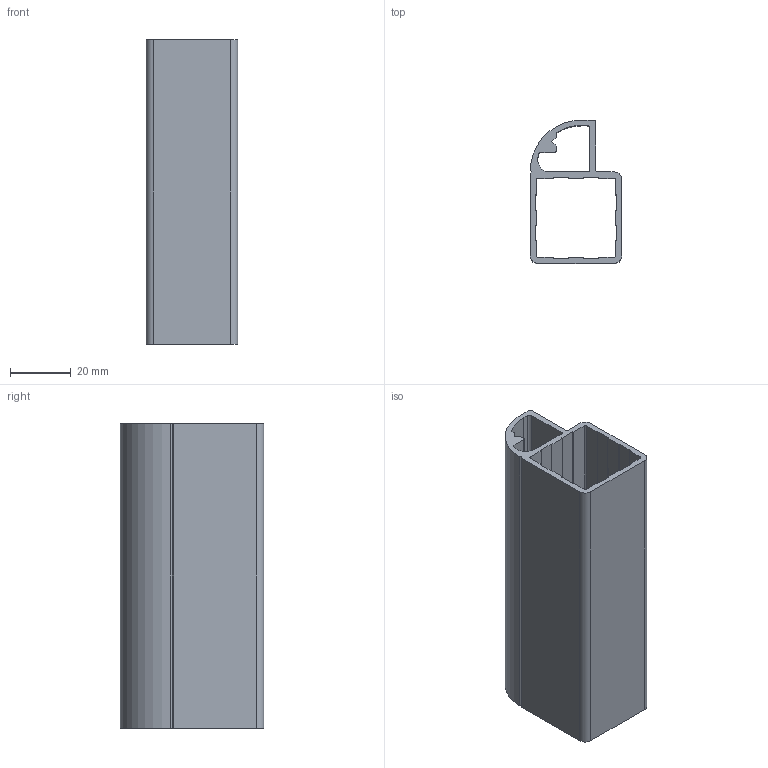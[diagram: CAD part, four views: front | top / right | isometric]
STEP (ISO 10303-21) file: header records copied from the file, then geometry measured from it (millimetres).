
FILE_DESCRIPTION(('STEP AP203'),'2;1');
FILE_NAME('XB25533.stp','2011-03-21T16:30:15',(''),(''),'2009.3.110','THINKDESIGN','');
FILE_SCHEMA(('CONFIG_CONTROL_DESIGN'));
Length unit declared in the file: millimetre
Bounding box: 30 x 47 x 100 mm (x, y, z)
Volume: 31438.2 mm3; surface area: 31862 mm2
Topology: 1 solids, 1 shells, 72 faces, 210 edges, 140 vertices
Faces by surface type: plane 54, cylinder 18
Entity records: 2471 total; most frequent: CARTESIAN_POINT 422, ORIENTED_EDGE 420, DIRECTION 390, EDGE_CURVE 210, VECTOR 174, LINE 174, VERTEX_POINT 140, AXIS2_PLACEMENT_3D 108
